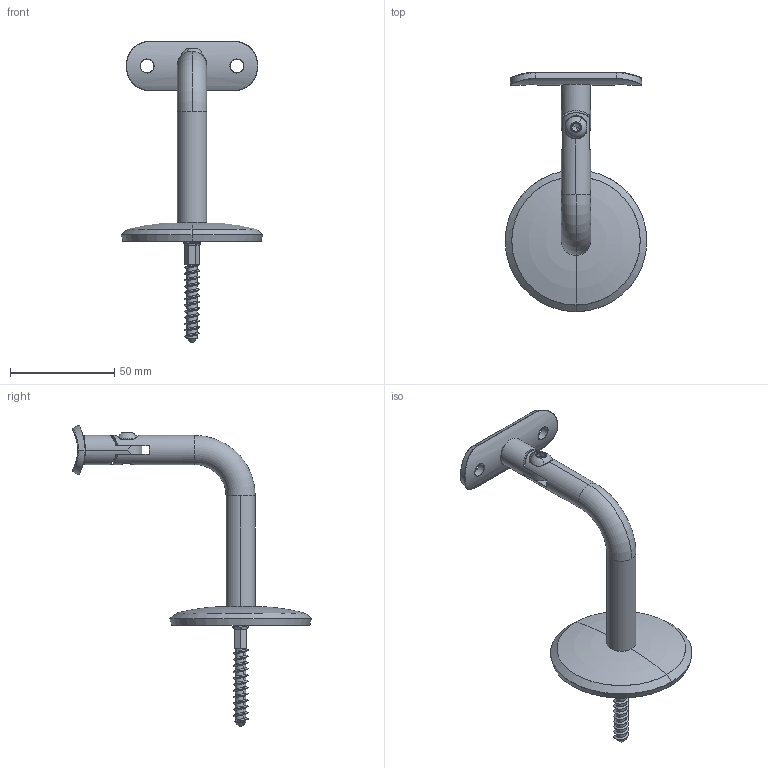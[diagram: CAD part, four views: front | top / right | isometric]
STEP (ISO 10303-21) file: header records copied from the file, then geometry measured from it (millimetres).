
FILE_DESCRIPTION (( 'STEP AP203' ), '1' );
FILE_NAME ('50219-240.STEP', '2020-09-17T08:06:40', ( '' ), ( '' ), 'SwSTEP 2.0', 'SolidWorks 2018', '' );
FILE_SCHEMA (( 'CONFIG_CONTROL_DESIGN' ));
Length unit declared in the file: millimetre
Products named in the file (16): 50219-240 Teil1; DIN-7991 M3-M10_DIN7991 M6x12 Keyshot; DIN 7380_DIN 7380 M6x10 Keyshot; 50219-240 Teil4_50219-240 Teil4 Keyshot; 50219-240; 50219-240 Teil3_50219-240 Teil3 Keyshot; 50219-240 Teil2; 50219-240 Teil3; 50219-240 Teil5_50219-240 Teil 4 Keyshot; 50219-240 Teil1_50219-240 Teil1 Keyshot; 50219-240 Teil4; 50219-240 Teil5; 50219-240 Teil2_50219-240 Teil2 Keyshot; DIN-7991 M3-M10; DIN 7380
Assembly tree (10 placements, depth 2):
  50219-240 Teil1
  50219-240
    50219-240 Teil1_50219-240 Teil1 Keyshot
    50219-240 Teil4_50219-240 Teil4 Keyshot
    DIN 7380_DIN 7380 M6x10 Keyshot
    50219-240 Teil2_50219-240 Teil2 Keyshot
    50219-240 Teil3_50219-240 Teil3 Keyshot
    DIN-7991 M3-M10_DIN7991 M6x12 Keyshot
    50219-240 Teil5_50219-240 Teil 4 Keyshot
  50219-240 Teil2
  50219-240 Teil3
  50219-240
    50219-240 Teil5
    DIN 7380
    DIN-7991 M3-M10
Bounding box: 67.97 x 114.64 x 144.72 mm (x, y, z)
Volume: 43998.2 mm3; surface area: 23208.9 mm2
Topology: 7 solids, 7 shells, 463 faces, 1450 edges, 994 vertices
Faces by surface type: cylinder 221, bspline 91, torus 56, plane 55, cone 34, sphere 6
Entity records: 45722 total; most frequent: CARTESIAN_POINT 33166, ORIENTED_EDGE 2868, DIRECTION 1679, EDGE_CURVE 1434, VERTEX_POINT 986, AXIS2_PLACEMENT_3D 681, B_SPLINE_CURVE_WITH_KNOTS 645, EDGE_LOOP 480
